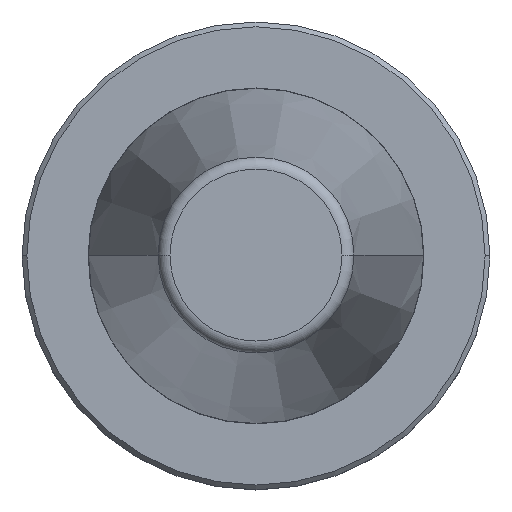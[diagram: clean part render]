
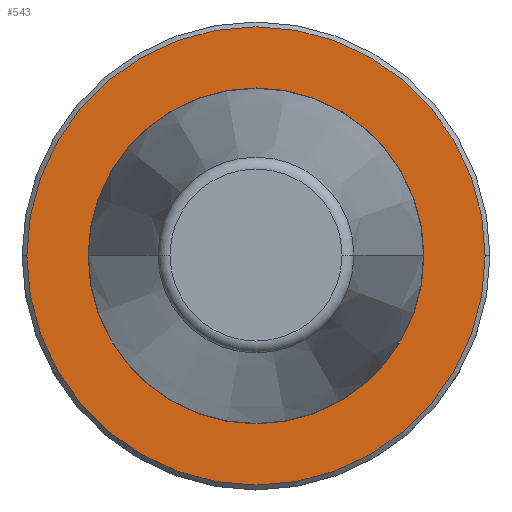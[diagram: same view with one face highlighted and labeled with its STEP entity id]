
A CAD part, top view. The second image highlights one B-rep face of the part: STEP entity #543.
In plain terms, the highlighted planar face has unit normal (0, 0, 1).
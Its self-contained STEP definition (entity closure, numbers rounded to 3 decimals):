
#8 = ORIENTED_EDGE ( 'NONE', *, *, #474, .F. ) ;
#70 = DIRECTION ( 'NONE',  ( 1., 0., 0. ) ) ;
#80 = PLANE ( 'NONE',  #912 ) ;
#105 = ORIENTED_EDGE ( 'NONE', *, *, #724, .F. ) ;
#143 = DIRECTION ( 'NONE',  ( 0., 0., 1. ) ) ;
#174 = CARTESIAN_POINT ( 'NONE',  ( -35., 0., -3.2 ) ) ;
#177 = CARTESIAN_POINT ( 'NONE',  ( 0., 0., -3.2 ) ) ;
#197 = ORIENTED_EDGE ( 'NONE', *, *, #231, .T. ) ;
#231 = EDGE_CURVE ( 'NONE', #512, #483, #656, .T. ) ;
#232 = CARTESIAN_POINT ( 'NONE',  ( 35., 0., -3.2 ) ) ;
#247 = CARTESIAN_POINT ( 'NONE',  ( 0., 0., -3.2 ) ) ;
#322 = CARTESIAN_POINT ( 'NONE',  ( 0., 0., -3.2 ) ) ;
#334 = DIRECTION ( 'NONE',  ( 0., 0., 1. ) ) ;
#398 = DIRECTION ( 'NONE',  ( -1., 0., 0. ) ) ;
#448 = VERTEX_POINT ( 'NONE', #174 ) ;
#470 = FACE_OUTER_BOUND ( 'NONE', #800, .T. ) ;
#474 = EDGE_CURVE ( 'NONE', #448, #757, #905, .T. ) ;
#476 = AXIS2_PLACEMENT_3D ( 'NONE', #177, #639, #495 ) ;
#483 = VERTEX_POINT ( 'NONE', #564 ) ;
#495 = DIRECTION ( 'NONE',  ( 1., 0., 0. ) ) ;
#498 = AXIS2_PLACEMENT_3D ( 'NONE', #247, #334, #792 ) ;
#512 = VERTEX_POINT ( 'NONE', #560 ) ;
#526 = ORIENTED_EDGE ( 'NONE', *, *, #756, .T. ) ;
#543 = ADVANCED_FACE ( 'NONE', ( #653, #470 ), #80, .F. ) ;
#560 = CARTESIAN_POINT ( 'NONE',  ( 47.75, 0., -3.2 ) ) ;
#564 = CARTESIAN_POINT ( 'NONE',  ( -47.75, 0., -3.2 ) ) ;
#565 = AXIS2_PLACEMENT_3D ( 'NONE', #647, #143, #70 ) ;
#619 = DIRECTION ( 'NONE',  ( 0., 0., 1. ) ) ;
#632 = CIRCLE ( 'NONE', #476, 35. ) ;
#639 = DIRECTION ( 'NONE',  ( 0., 0., 1. ) ) ;
#647 = CARTESIAN_POINT ( 'NONE',  ( 0., 0., -3.2 ) ) ;
#653 = FACE_BOUND ( 'NONE', #875, .T. ) ;
#656 = CIRCLE ( 'NONE', #565, 47.75 ) ;
#682 = AXIS2_PLACEMENT_3D ( 'NONE', #322, #619, #939 ) ;
#724 = EDGE_CURVE ( 'NONE', #757, #448, #632, .T. ) ;
#756 = EDGE_CURVE ( 'NONE', #483, #512, #989, .T. ) ;
#757 = VERTEX_POINT ( 'NONE', #232 ) ;
#775 = CARTESIAN_POINT ( 'NONE',  ( 0., 47.75, -3.2 ) ) ;
#792 = DIRECTION ( 'NONE',  ( 1., 0., 0. ) ) ;
#800 = EDGE_LOOP ( 'NONE', ( #526, #197 ) ) ;
#875 = EDGE_LOOP ( 'NONE', ( #105, #8 ) ) ;
#905 = CIRCLE ( 'NONE', #498, 35. ) ;
#912 = AXIS2_PLACEMENT_3D ( 'NONE', #775, #971, #398 ) ;
#939 = DIRECTION ( 'NONE',  ( 1., 0., 0. ) ) ;
#971 = DIRECTION ( 'NONE',  ( 0., 0., -1. ) ) ;
#989 = CIRCLE ( 'NONE', #682, 47.75 ) ;
